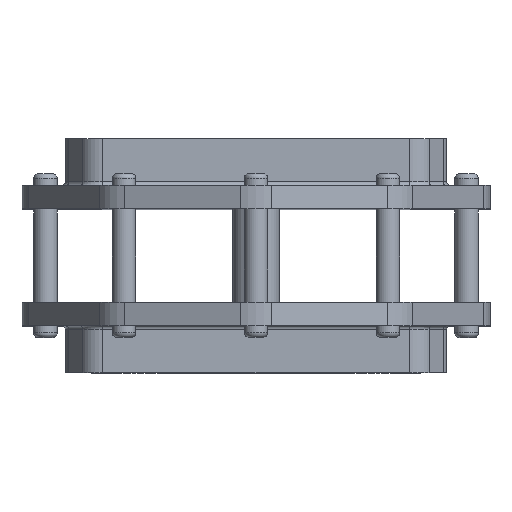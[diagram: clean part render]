
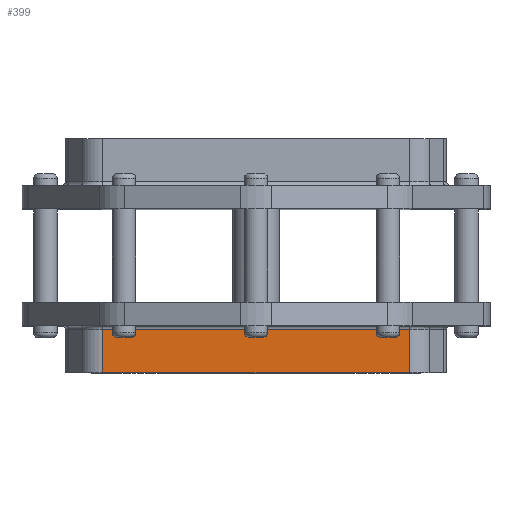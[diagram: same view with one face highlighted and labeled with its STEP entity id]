
A CAD part, top view. The second image highlights one B-rep face of the part: STEP entity #399.
In plain terms, the highlighted planar face has unit normal (0, 0, 1).
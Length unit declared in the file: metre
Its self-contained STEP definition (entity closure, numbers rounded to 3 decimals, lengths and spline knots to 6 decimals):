
#399 = ADVANCED_FACE( '', ( #938 ), #939, .T. );
#938 = FACE_OUTER_BOUND( '', #1617, .T. );
#939 = PLANE( '', #1618 );
#1617 = EDGE_LOOP( '', ( #2728, #2729, #2730, #2731 ) );
#1618 = AXIS2_PLACEMENT_3D( '', #2732, #2733, #2734 );
#2728 = ORIENTED_EDGE( '', *, *, #3987, .T. );
#2729 = ORIENTED_EDGE( '', *, *, #4025, .T. );
#2730 = ORIENTED_EDGE( '', *, *, #4043, .F. );
#2731 = ORIENTED_EDGE( '', *, *, #3670, .T. );
#2732 = CARTESIAN_POINT( '', ( 0.013762, -0.127, 0.15137 ) );
#2733 = DIRECTION( '', ( 0., 0., 1. ) );
#2734 = DIRECTION( '', ( 1., 0., 0. ) );
#3670 = EDGE_CURVE( '', #4313, #4311, #4314, .T. );
#3987 = EDGE_CURVE( '', #4311, #4831, #4833, .T. );
#4025 = EDGE_CURVE( '', #4831, #4883, #4885, .F. );
#4043 = EDGE_CURVE( '', #4313, #4883, #4904, .T. );
#4311 = VERTEX_POINT( '', #5235 );
#4313 = VERTEX_POINT( '', #5237 );
#4314 = LINE( '', #5238, #5239 );
#4831 = VERTEX_POINT( '', #5856 );
#4833 = LINE( '', #5858, #5859 );
#4883 = VERTEX_POINT( '', #5923 );
#4885 = LINE( '', #5925, #5926 );
#4904 = LINE( '', #5951, #5952 );
#5235 = CARTESIAN_POINT( '', ( 0.166231, -0.127, 0.15137 ) );
#5237 = CARTESIAN_POINT( '', ( -0.166231, -0.127, 0.15137 ) );
#5238 = CARTESIAN_POINT( '', ( 0.013762, -0.127, 0.15137 ) );
#5239 = VECTOR( '', #6339, 1. );
#5856 = CARTESIAN_POINT( '', ( 0.166231, -0.08001, 0.15137 ) );
#5858 = CARTESIAN_POINT( '', ( 0.166231, -0.127, 0.15137 ) );
#5859 = VECTOR( '', #6887, 1. );
#5923 = CARTESIAN_POINT( '', ( -0.166231, -0.08001, 0.15137 ) );
#5925 = CARTESIAN_POINT( '', ( -0.166231, -0.08001, 0.15137 ) );
#5926 = VECTOR( '', #6935, 1. );
#5951 = CARTESIAN_POINT( '', ( -0.166231, -0.127, 0.15137 ) );
#5952 = VECTOR( '', #6954, 1. );
#6339 = DIRECTION( '', ( 1., 0., 0. ) );
#6887 = DIRECTION( '', ( 0., 1., 0. ) );
#6935 = DIRECTION( '', ( 1., 0., 0. ) );
#6954 = DIRECTION( '', ( 0., 1., 0. ) );
